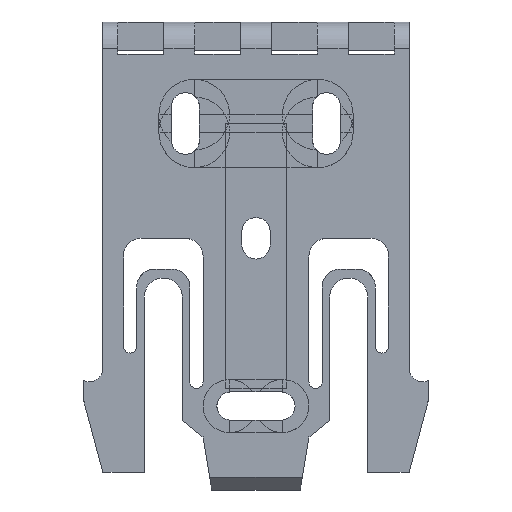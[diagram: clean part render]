
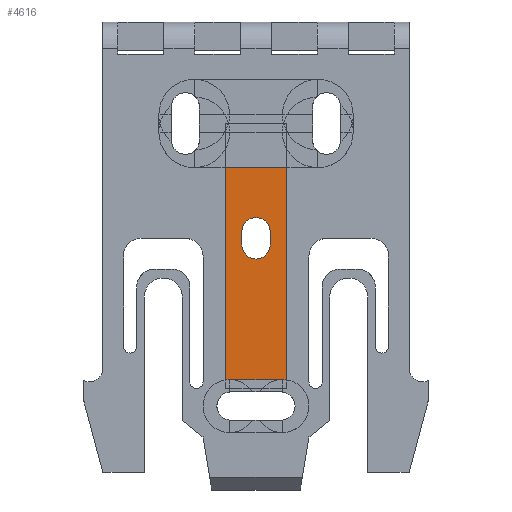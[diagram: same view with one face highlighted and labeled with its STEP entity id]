
A CAD part, top view. The second image highlights one B-rep face of the part: STEP entity #4616.
In plain terms, the highlighted planar face has unit normal (0, 0, 1).
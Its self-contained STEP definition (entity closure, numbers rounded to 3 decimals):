
#3544 = VERTEX_POINT('',#3545);
#3545 = CARTESIAN_POINT('',(7.,20.,14.35));
#3569 = VERTEX_POINT('',#3570);
#3570 = CARTESIAN_POINT('',(-7.,20.,14.35));
#3591 = VERTEX_POINT('',#3592);
#3592 = CARTESIAN_POINT('',(7.,-28.084,14.35));
#3600 = EDGE_CURVE('',#3591,#3544,#3601,.T.);
#3601 = LINE('',#3602,#3603);
#3602 = CARTESIAN_POINT('',(7.,-30.,14.35));
#3603 = VECTOR('',#3604,1.);
#3604 = DIRECTION('',(0.,1.,0.));
#3615 = VERTEX_POINT('',#3616);
#3616 = CARTESIAN_POINT('',(-7.,-28.084,14.35));
#3624 = EDGE_CURVE('',#3615,#3569,#3625,.T.);
#3625 = LINE('',#3626,#3627);
#3626 = CARTESIAN_POINT('',(-7.,-30.,14.35));
#3627 = VECTOR('',#3628,1.);
#3628 = DIRECTION('',(0.,1.,0.));
#4616 = ADVANCED_FACE('',(#4617,#4651),#4687,.T.);
#4617 = FACE_BOUND('',#4618,.T.);
#4618 = EDGE_LOOP('',(#4619,#4620,#4629,#4637,#4644,#4645));
#4619 = ORIENTED_EDGE('',*,*,#3624,.F.);
#4620 = ORIENTED_EDGE('',*,*,#4621,.F.);
#4621 = EDGE_CURVE('',#4622,#3615,#4624,.T.);
#4622 = VERTEX_POINT('',#4623);
#4623 = CARTESIAN_POINT('',(-6.,-28.,14.35));
#4624 = CIRCLE('',#4625,6.);
#4625 = AXIS2_PLACEMENT_3D('',#4626,#4627,#4628);
#4626 = CARTESIAN_POINT('',(-6.,-34.,14.35));
#4627 = DIRECTION('',(0.,0.,1.));
#4628 = DIRECTION('',(1.,0.,0.));
#4629 = ORIENTED_EDGE('',*,*,#4630,.T.);
#4630 = EDGE_CURVE('',#4622,#4631,#4633,.T.);
#4631 = VERTEX_POINT('',#4632);
#4632 = CARTESIAN_POINT('',(6.,-28.,14.35));
#4633 = LINE('',#4634,#4635);
#4634 = CARTESIAN_POINT('',(-6.,-28.,14.35));
#4635 = VECTOR('',#4636,1.);
#4636 = DIRECTION('',(1.,0.,0.));
#4637 = ORIENTED_EDGE('',*,*,#4638,.F.);
#4638 = EDGE_CURVE('',#3591,#4631,#4639,.T.);
#4639 = CIRCLE('',#4640,6.);
#4640 = AXIS2_PLACEMENT_3D('',#4641,#4642,#4643);
#4641 = CARTESIAN_POINT('',(6.,-34.,14.35));
#4642 = DIRECTION('',(0.,0.,1.));
#4643 = DIRECTION('',(1.,0.,0.));
#4644 = ORIENTED_EDGE('',*,*,#3600,.T.);
#4645 = ORIENTED_EDGE('',*,*,#4646,.F.);
#4646 = EDGE_CURVE('',#3569,#3544,#4647,.T.);
#4647 = LINE('',#4648,#4649);
#4648 = CARTESIAN_POINT('',(-14.,20.,14.35));
#4649 = VECTOR('',#4650,1.);
#4650 = DIRECTION('',(1.,0.,0.));
#4651 = FACE_BOUND('',#4652,.T.);
#4652 = EDGE_LOOP('',(#4653,#4663,#4672,#4680));
#4653 = ORIENTED_EDGE('',*,*,#4654,.T.);
#4654 = EDGE_CURVE('',#4655,#4657,#4659,.T.);
#4655 = VERTEX_POINT('',#4656);
#4656 = CARTESIAN_POINT('',(-3.2,2.5,14.35));
#4657 = VERTEX_POINT('',#4658);
#4658 = CARTESIAN_POINT('',(-3.2,5.5,14.35));
#4659 = LINE('',#4660,#4661);
#4660 = CARTESIAN_POINT('',(-3.2,-13.75,14.35));
#4661 = VECTOR('',#4662,1.);
#4662 = DIRECTION('',(0.,1.,0.));
#4663 = ORIENTED_EDGE('',*,*,#4664,.T.);
#4664 = EDGE_CURVE('',#4657,#4665,#4667,.T.);
#4665 = VERTEX_POINT('',#4666);
#4666 = CARTESIAN_POINT('',(3.2,5.5,14.35));
#4667 = CIRCLE('',#4668,3.2);
#4668 = AXIS2_PLACEMENT_3D('',#4669,#4670,#4671);
#4669 = CARTESIAN_POINT('',(0.,5.5,14.35));
#4670 = DIRECTION('',(0.,0.,-1.));
#4671 = DIRECTION('',(1.,0.,0.));
#4672 = ORIENTED_EDGE('',*,*,#4673,.F.);
#4673 = EDGE_CURVE('',#4674,#4665,#4676,.T.);
#4674 = VERTEX_POINT('',#4675);
#4675 = CARTESIAN_POINT('',(3.2,2.5,14.35));
#4676 = LINE('',#4677,#4678);
#4677 = CARTESIAN_POINT('',(3.2,-13.75,14.35));
#4678 = VECTOR('',#4679,1.);
#4679 = DIRECTION('',(0.,1.,0.));
#4680 = ORIENTED_EDGE('',*,*,#4681,.T.);
#4681 = EDGE_CURVE('',#4674,#4655,#4682,.T.);
#4682 = CIRCLE('',#4683,3.2);
#4683 = AXIS2_PLACEMENT_3D('',#4684,#4685,#4686);
#4684 = CARTESIAN_POINT('',(0.,2.5,14.35));
#4685 = DIRECTION('',(0.,0.,-1.));
#4686 = DIRECTION('',(1.,0.,0.));
#4687 = PLANE('',#4688);
#4688 = AXIS2_PLACEMENT_3D('',#4689,#4690,#4691);
#4689 = CARTESIAN_POINT('',(-7.,-30.,14.35));
#4690 = DIRECTION('',(0.,0.,1.));
#4691 = DIRECTION('',(1.,0.,0.));
